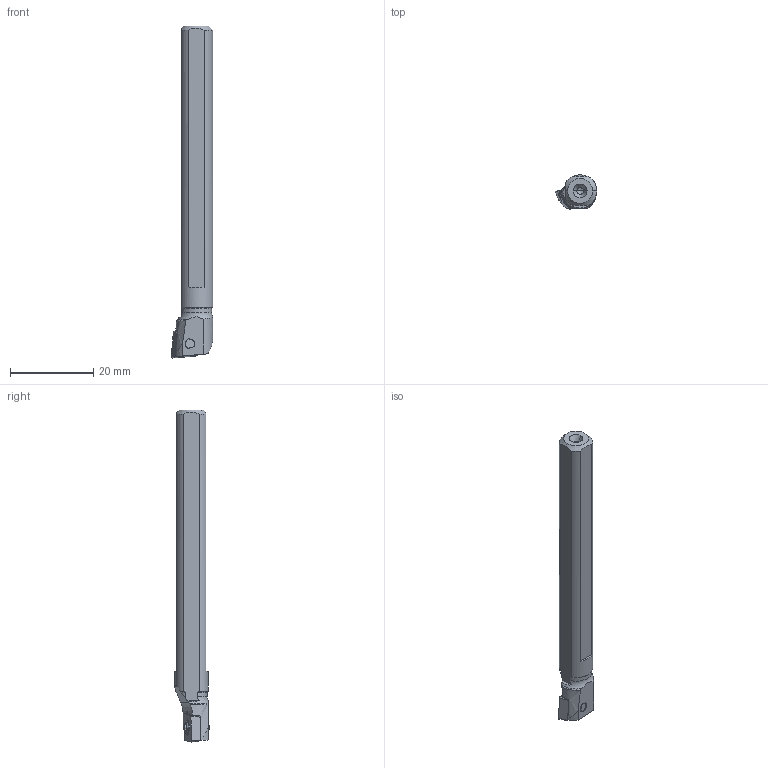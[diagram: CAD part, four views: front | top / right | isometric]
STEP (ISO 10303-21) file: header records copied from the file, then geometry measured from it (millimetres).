
FILE_DESCRIPTION(/* description */ (''),/* implementation_level */ '2;1');
FILE_NAME(/* name */ 'S08FSCLCR06_MR0_4.stp',/* time_stamp */ '2021-11-11T11:49:23+09:00',/* author */ (''),/* organization */ (''),/* preprocessor_version */ 'ST-DEVELOPER v16',/* originating_system */ 'SIEMENS PLM Software NX 10.0',/* authorisation */ '');
FILE_SCHEMA (('AUTOMOTIVE_DESIGN { 1 0 10303 214 3 1 1 1 }'));
Length unit declared in the file: millimetre
Products named in the file (1): S08FSCLCR06_MR0_4_ASM
Bounding box: 10 x 8.26 x 80 mm (x, y, z)
Volume: 3590.9 mm3; surface area: 2229.6 mm2
Topology: 2 solids, 2 shells, 93 faces, 271 edges, 193 vertices
Faces by surface type: plane 32, cylinder 32, cone 21, torus 6, sphere 2
Entity records: 3676 total; most frequent: CARTESIAN_POINT 1074, DIRECTION 535, ORIENTED_EDGE 518, EDGE_CURVE 259, AXIS2_PLACEMENT_3D 213, VERTEX_POINT 174, LINE 109, VECTOR 109
